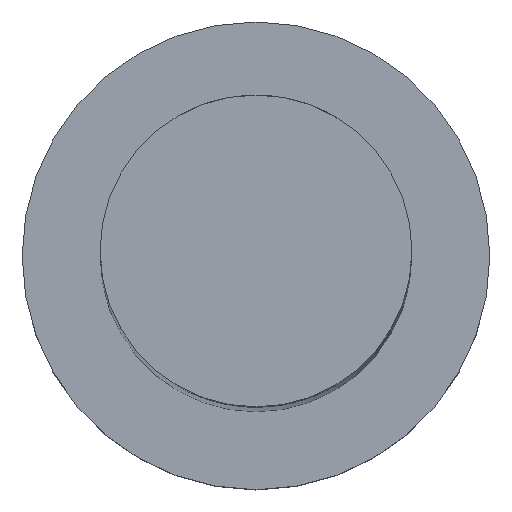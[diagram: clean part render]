
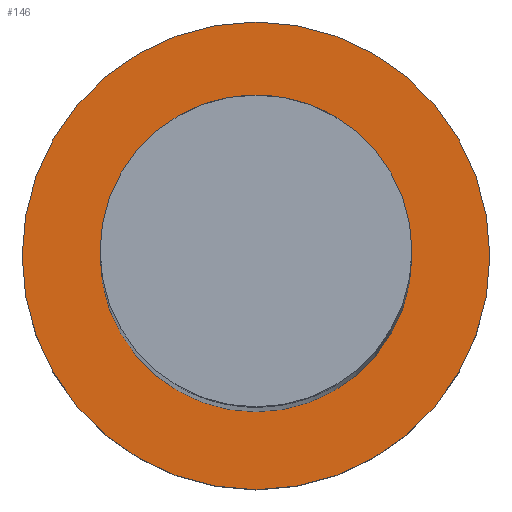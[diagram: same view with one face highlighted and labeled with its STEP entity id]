
A CAD part, top view. The second image highlights one B-rep face of the part: STEP entity #146.
In plain terms, the highlighted planar face has unit normal (0, 0, 1).
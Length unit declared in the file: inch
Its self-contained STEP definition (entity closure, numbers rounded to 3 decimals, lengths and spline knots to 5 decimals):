
#9 = DIRECTION ( 'NONE',  ( 0., 0., 1. ) ) ;
#10 = CARTESIAN_POINT ( 'NONE',  ( -0.25, 0., -2.125 ) ) ;
#15 = AXIS2_PLACEMENT_3D ( 'NONE', #297, #94, #327 ) ;
#30 = ORIENTED_EDGE ( 'NONE', *, *, #138, .T. ) ;
#33 = CARTESIAN_POINT ( 'NONE',  ( 0.125, 0., -2.125 ) ) ;
#41 = CARTESIAN_POINT ( 'NONE',  ( 0., 0., -2.125 ) ) ;
#42 = ORIENTED_EDGE ( 'NONE', *, *, #354, .F. ) ;
#43 = CIRCLE ( 'NONE', #443, 0.25 ) ;
#49 = VERTEX_POINT ( 'NONE', #10 ) ;
#55 = ORIENTED_EDGE ( 'NONE', *, *, #408, .F. ) ;
#66 = EDGE_LOOP ( 'NONE', ( #30, #229 ) ) ;
#69 = DIRECTION ( 'NONE',  ( 0., 0., 1. ) ) ;
#80 = DIRECTION ( 'NONE',  ( 0., 0., 1. ) ) ;
#83 = EDGE_LOOP ( 'NONE', ( #55, #42 ) ) ;
#94 = DIRECTION ( 'NONE',  ( 0., 0., 1. ) ) ;
#98 = DIRECTION ( 'NONE',  ( 1., 0., 0. ) ) ;
#110 = AXIS2_PLACEMENT_3D ( 'NONE', #33, #69, #98 ) ;
#121 = CARTESIAN_POINT ( 'NONE',  ( 0.125, 0., -2.125 ) ) ;
#122 = VERTEX_POINT ( 'NONE', #310 ) ;
#128 = DIRECTION ( 'NONE',  ( 1., 0., 0. ) ) ;
#138 = EDGE_CURVE ( 'NONE', #193, #49, #369, .T. ) ;
#143 = AXIS2_PLACEMENT_3D ( 'NONE', #41, #9, #284 ) ;
#146 = ADVANCED_FACE ( 'NONE', ( #282, #385 ), #187, .T. ) ;
#151 = CARTESIAN_POINT ( 'NONE',  ( 0.125, 0., -2.125 ) ) ;
#187 = PLANE ( 'NONE',  #143 ) ;
#193 = VERTEX_POINT ( 'NONE', #347 ) ;
#195 = AXIS2_PLACEMENT_3D ( 'NONE', #151, #80, #218 ) ;
#218 = DIRECTION ( 'NONE',  ( 1., 0., 0. ) ) ;
#220 = VERTEX_POINT ( 'NONE', #252 ) ;
#229 = ORIENTED_EDGE ( 'NONE', *, *, #379, .T. ) ;
#252 = CARTESIAN_POINT ( 'NONE',  ( 0.375, 0., -2.125 ) ) ;
#282 = FACE_OUTER_BOUND ( 'NONE', #66, .T. ) ;
#284 = DIRECTION ( 'NONE',  ( 1., 0., 0. ) ) ;
#297 = CARTESIAN_POINT ( 'NONE',  ( 0.125, 0., -2.125 ) ) ;
#299 = DIRECTION ( 'NONE',  ( 0., 0., 1. ) ) ;
#310 = CARTESIAN_POINT ( 'NONE',  ( -0.125, 0., -2.125 ) ) ;
#327 = DIRECTION ( 'NONE',  ( 1., 0., 0. ) ) ;
#347 = CARTESIAN_POINT ( 'NONE',  ( 0.5, 0., -2.125 ) ) ;
#354 = EDGE_CURVE ( 'NONE', #122, #220, #43, .T. ) ;
#361 = CIRCLE ( 'NONE', #15, 0.375 ) ;
#369 = CIRCLE ( 'NONE', #195, 0.375 ) ;
#379 = EDGE_CURVE ( 'NONE', #49, #193, #361, .T. ) ;
#385 = FACE_BOUND ( 'NONE', #83, .T. ) ;
#408 = EDGE_CURVE ( 'NONE', #220, #122, #423, .T. ) ;
#423 = CIRCLE ( 'NONE', #110, 0.25 ) ;
#443 = AXIS2_PLACEMENT_3D ( 'NONE', #121, #299, #128 ) ;
